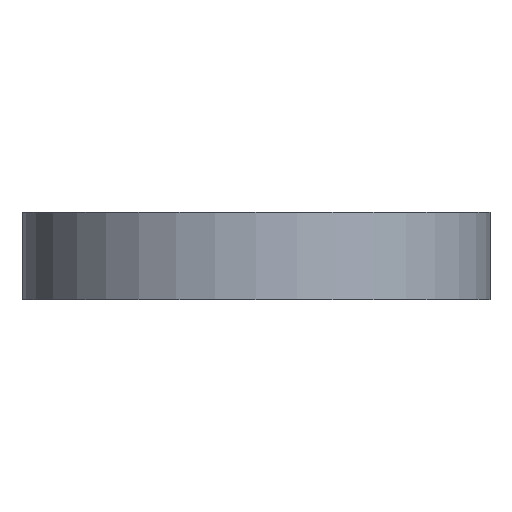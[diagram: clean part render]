
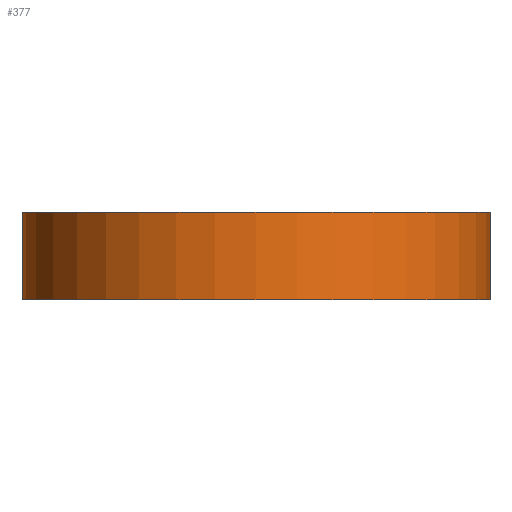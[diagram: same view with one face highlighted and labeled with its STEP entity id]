
A CAD part, front view. The second image highlights one B-rep face of the part: STEP entity #377.
In plain terms, the highlighted cylindrical face has radius 40 mm (diameter 80 mm), a partial arc.
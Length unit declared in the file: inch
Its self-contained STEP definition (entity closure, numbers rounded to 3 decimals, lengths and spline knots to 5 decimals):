
#3 = CARTESIAN_POINT ( 'NONE',  ( 1.5748, -35.43307, 0.29528 ) ) ;
#5 = CYLINDRICAL_SURFACE ( 'NONE', #224, 1.5748 ) ;
#7 = CARTESIAN_POINT ( 'NONE',  ( 1.5748, -35.43307, -0.29528 ) ) ;
#45 = DIRECTION ( 'NONE',  ( 0., 0., 1. ) ) ;
#58 = AXIS2_PLACEMENT_3D ( 'NONE', #115, #71, #430 ) ;
#71 = DIRECTION ( 'NONE',  ( 0., 0., 1. ) ) ;
#87 = DIRECTION ( 'NONE',  ( 1., 0., 0. ) ) ;
#115 = CARTESIAN_POINT ( 'NONE',  ( 0., -35.43307, 0.29528 ) ) ;
#138 = CIRCLE ( 'NONE', #58, 1.5748 ) ;
#161 = DIRECTION ( 'NONE',  ( 0., 0., -1. ) ) ;
#165 = VECTOR ( 'NONE', #374, 39.37008 ) ;
#166 = ORIENTED_EDGE ( 'NONE', *, *, #422, .T. ) ;
#167 = VERTEX_POINT ( 'NONE', #473 ) ;
#202 = VERTEX_POINT ( 'NONE', #431 ) ;
#212 = EDGE_CURVE ( 'NONE', #202, #417, #138, .T. ) ;
#221 = CARTESIAN_POINT ( 'NONE',  ( 0., -35.43307, -0.29528 ) ) ;
#224 = AXIS2_PLACEMENT_3D ( 'NONE', #293, #294, #87 ) ;
#232 = ORIENTED_EDGE ( 'NONE', *, *, #390, .F. ) ;
#279 = CIRCLE ( 'NONE', #396, 1.5748 ) ;
#293 = CARTESIAN_POINT ( 'NONE',  ( 0., -35.43307, 0. ) ) ;
#294 = DIRECTION ( 'NONE',  ( 0., 0., 1. ) ) ;
#296 = VERTEX_POINT ( 'NONE', #7 ) ;
#300 = FACE_OUTER_BOUND ( 'NONE', #302, .T. ) ;
#302 = EDGE_LOOP ( 'NONE', ( #166, #232, #388, #350 ) ) ;
#331 = DIRECTION ( 'NONE',  ( -1., 0., 0. ) ) ;
#333 = CARTESIAN_POINT ( 'NONE',  ( 1.5748, -35.43307, 0.29528 ) ) ;
#350 = ORIENTED_EDGE ( 'NONE', *, *, #456, .T. ) ;
#374 = DIRECTION ( 'NONE',  ( 0., 0., -1. ) ) ;
#377 = ADVANCED_FACE ( 'NONE', ( #300 ), #5, .T. ) ;
#388 = ORIENTED_EDGE ( 'NONE', *, *, #212, .F. ) ;
#390 = EDGE_CURVE ( 'NONE', #417, #296, #392, .T. ) ;
#392 = LINE ( 'NONE', #333, #435 ) ;
#396 = AXIS2_PLACEMENT_3D ( 'NONE', #221, #45, #331 ) ;
#417 = VERTEX_POINT ( 'NONE', #3 ) ;
#422 = EDGE_CURVE ( 'NONE', #167, #296, #279, .T. ) ;
#430 = DIRECTION ( 'NONE',  ( -1., 0., 0. ) ) ;
#431 = CARTESIAN_POINT ( 'NONE',  ( -1.5748, -35.43307, 0.29528 ) ) ;
#435 = VECTOR ( 'NONE', #161, 39.37008 ) ;
#456 = EDGE_CURVE ( 'NONE', #202, #167, #477, .T. ) ;
#457 = CARTESIAN_POINT ( 'NONE',  ( -1.5748, -35.43307, 0.29528 ) ) ;
#473 = CARTESIAN_POINT ( 'NONE',  ( -1.5748, -35.43307, -0.29528 ) ) ;
#477 = LINE ( 'NONE', #457, #165 ) ;
